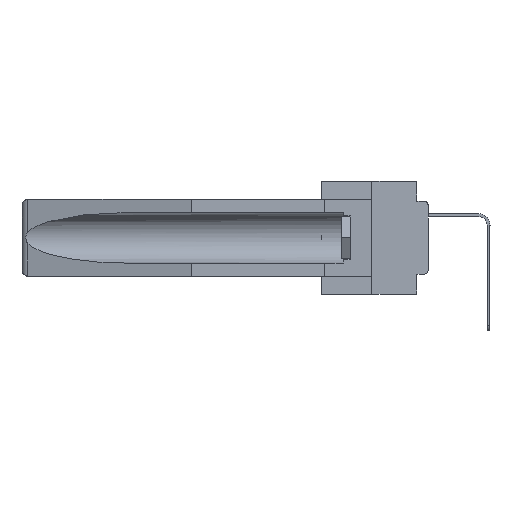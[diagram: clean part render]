
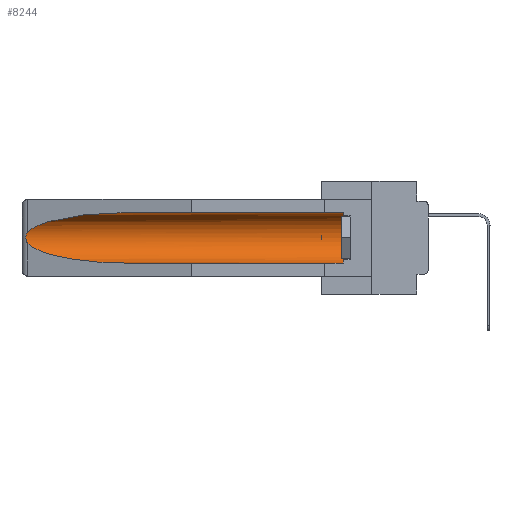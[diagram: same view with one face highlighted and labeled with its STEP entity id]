
A CAD part, left-side view. The second image highlights one B-rep face of the part: STEP entity #8244.
In plain terms, the highlighted cylindrical face has radius 2.857 mm (diameter 5.715 mm), a partial arc.
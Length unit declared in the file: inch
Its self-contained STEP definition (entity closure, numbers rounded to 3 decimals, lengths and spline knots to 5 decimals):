
#148 =( BOUNDED_CURVE ( )  B_SPLINE_CURVE ( 3, ( #21051, #17850, #9149, #5838 ),
 .UNSPECIFIED., .F., .F. ) 
 B_SPLINE_CURVE_WITH_KNOTS ( ( 4, 4 ),
 ( 4.71239, 6.08839 ),
 .UNSPECIFIED. ) 
 CURVE ( )  GEOMETRIC_REPRESENTATION_ITEM ( )  RATIONAL_B_SPLINE_CURVE ( ( 1., 0.848, 0.848, 1. ) ) 
 REPRESENTATION_ITEM ( '' )  );
#266 = CARTESIAN_POINT ( 'NONE',  ( 0.26597, 1.52961, -0.15275 ) ) ;
#967 = CARTESIAN_POINT ( 'NONE',  ( 0.26537, 1.52718, -0.19328 ) ) ;
#1889 = CARTESIAN_POINT ( 'NONE',  ( 0.26537, 1.52718, -0.14972 ) ) ;
#2558 = DIRECTION ( 'NONE',  ( 0., 1., 0. ) ) ;
#2800 = CARTESIAN_POINT ( 'NONE',  ( 0.155, -0.30754, -0.059 ) ) ;
#2845 = EDGE_CURVE ( 'NONE', #19245, #14961, #7312, .T. ) ;
#3712 = ORIENTED_EDGE ( 'NONE', *, *, #15789, .T. ) ;
#3877 = VERTEX_POINT ( 'NONE', #967 ) ;
#4087 = DIRECTION ( 'NONE',  ( 0., 0., 1. ) ) ;
#4443 = EDGE_LOOP ( 'NONE', ( #17412, #3712, #30033, #24773, #24340, #16936 ) ) ;
#5838 = CARTESIAN_POINT ( 'NONE',  ( 0.26537, 1.52718, -0.14972 ) ) ;
#7128 = LINE ( 'NONE', #32733, #8556 ) ;
#7312 = LINE ( 'NONE', #2800, #10565 ) ;
#7581 = CARTESIAN_POINT ( 'NONE',  ( 0.155, -0.30754, -0.1715 ) ) ;
#8244 = ADVANCED_FACE ( 'NONE', ( #13335 ), #19511, .F. ) ;
#8510 = EDGE_CURVE ( 'NONE', #14961, #24324, #148, .T. ) ;
#8556 = VECTOR ( 'NONE', #2558, 39.37008 ) ;
#8703 = CARTESIAN_POINT ( 'NONE',  ( 0.26537, 1.52718, -0.19328 ) ) ;
#8955 = VERTEX_POINT ( 'NONE', #13693 ) ;
#9149 = CARTESIAN_POINT ( 'NONE',  ( 0.25451, 1.48313, -0.09465 ) ) ;
#9374 = CARTESIAN_POINT ( 'NONE',  ( 0.26655, 1.53094, -0.18657 ) ) ;
#10565 = VECTOR ( 'NONE', #12263, 39.37008 ) ;
#10714 = CIRCLE ( 'NONE', #19018, 0.1125 ) ;
#12263 = DIRECTION ( 'NONE',  ( 0., 1., 0. ) ) ;
#13335 = FACE_OUTER_BOUND ( 'NONE', #4443, .T. ) ;
#13693 = CARTESIAN_POINT ( 'NONE',  ( 0.155, 1.07973, -0.284 ) ) ;
#14961 = VERTEX_POINT ( 'NONE', #23568 ) ;
#15051 = CARTESIAN_POINT ( 'NONE',  ( 0.2673, 1.53269, -0.17917 ) ) ;
#15789 = EDGE_CURVE ( 'NONE', #24324, #3877, #37581, .T. ) ;
#16936 = ORIENTED_EDGE ( 'NONE', *, *, #2845, .T. ) ;
#17412 = ORIENTED_EDGE ( 'NONE', *, *, #8510, .T. ) ;
#17850 = CARTESIAN_POINT ( 'NONE',  ( 0.21114, 1.30732, -0.059 ) ) ;
#19018 = AXIS2_PLACEMENT_3D ( 'NONE', #19817, #25518, #4087 ) ;
#19245 = VERTEX_POINT ( 'NONE', #28893 ) ;
#19511 = CYLINDRICAL_SURFACE ( 'NONE', #22257, 0.1125 ) ;
#19817 = CARTESIAN_POINT ( 'NONE',  ( 0.155, 0.126, -0.1715 ) ) ;
#21051 = CARTESIAN_POINT ( 'NONE',  ( 0.155, 1.07973, -0.059 ) ) ;
#21151 = CARTESIAN_POINT ( 'NONE',  ( 0.26537, 1.52718, -0.19328 ) ) ;
#21543 = CARTESIAN_POINT ( 'NONE',  ( 0.26597, 1.5296, -0.19026 ) ) ;
#22257 = AXIS2_PLACEMENT_3D ( 'NONE', #7581, #22646, #31922 ) ;
#22646 = DIRECTION ( 'NONE',  ( 0., 1., 0. ) ) ;
#23568 = CARTESIAN_POINT ( 'NONE',  ( 0.155, 1.07973, -0.059 ) ) ;
#24324 = VERTEX_POINT ( 'NONE', #1889 ) ;
#24340 = ORIENTED_EDGE ( 'NONE', *, *, #26132, .T. ) ;
#24755 = VERTEX_POINT ( 'NONE', #34462 ) ;
#24773 = ORIENTED_EDGE ( 'NONE', *, *, #30175, .F. ) ;
#25518 = DIRECTION ( 'NONE',  ( 0., -1., 0. ) ) ;
#26132 = EDGE_CURVE ( 'NONE', #24755, #19245, #10714, .T. ) ;
#28128 = EDGE_CURVE ( 'NONE', #3877, #8955, #30462, .T. ) ;
#28893 = CARTESIAN_POINT ( 'NONE',  ( 0.155, 0.126, -0.059 ) ) ;
#29207 = CARTESIAN_POINT ( 'NONE',  ( 0.21114, 1.30732, -0.284 ) ) ;
#30033 = ORIENTED_EDGE ( 'NONE', *, *, #28128, .T. ) ;
#30175 = EDGE_CURVE ( 'NONE', #24755, #8955, #7128, .T. ) ;
#30272 = CARTESIAN_POINT ( 'NONE',  ( 0.26654, 1.53092, -0.15636 ) ) ;
#30462 =( BOUNDED_CURVE ( )  B_SPLINE_CURVE ( 3, ( #8703, #34946, #29207, #32926 ),
 .UNSPECIFIED., .F., .F. ) 
 B_SPLINE_CURVE_WITH_KNOTS ( ( 4, 4 ),
 ( 0.1948, 1.5708 ),
 .UNSPECIFIED. ) 
 CURVE ( )  GEOMETRIC_REPRESENTATION_ITEM ( )  RATIONAL_B_SPLINE_CURVE ( ( 1., 0.848, 0.848, 1. ) ) 
 REPRESENTATION_ITEM ( '' )  );
#31922 = DIRECTION ( 'NONE',  ( 0., 0., 1. ) ) ;
#32733 = CARTESIAN_POINT ( 'NONE',  ( 0.155, -0.30754, -0.284 ) ) ;
#32926 = CARTESIAN_POINT ( 'NONE',  ( 0.155, 1.07973, -0.284 ) ) ;
#34462 = CARTESIAN_POINT ( 'NONE',  ( 0.155, 0.126, -0.284 ) ) ;
#34946 = CARTESIAN_POINT ( 'NONE',  ( 0.25451, 1.48313, -0.24835 ) ) ;
#36157 = CARTESIAN_POINT ( 'NONE',  ( 0.26537, 1.52718, -0.14972 ) ) ;
#36291 = CARTESIAN_POINT ( 'NONE',  ( 0.2673, 1.5327, -0.16383 ) ) ;
#36559 = CARTESIAN_POINT ( 'NONE',  ( 0.2675, 1.53308, -0.16763 ) ) ;
#36697 = CARTESIAN_POINT ( 'NONE',  ( 0.2675, 1.53308, -0.17534 ) ) ;
#37581 = B_SPLINE_CURVE_WITH_KNOTS ( 'NONE', 3,
 ( #36157, #266, #30272, #36291, #36559, #36697, #15051, #9374, #21543, #21151 ),
 .UNSPECIFIED., .F., .F.,
 ( 4, 2, 2, 2, 4 ),
 ( 0., 0.00029, 0.00058, 0.00087, 0.00117 ),
 .UNSPECIFIED. ) ;
